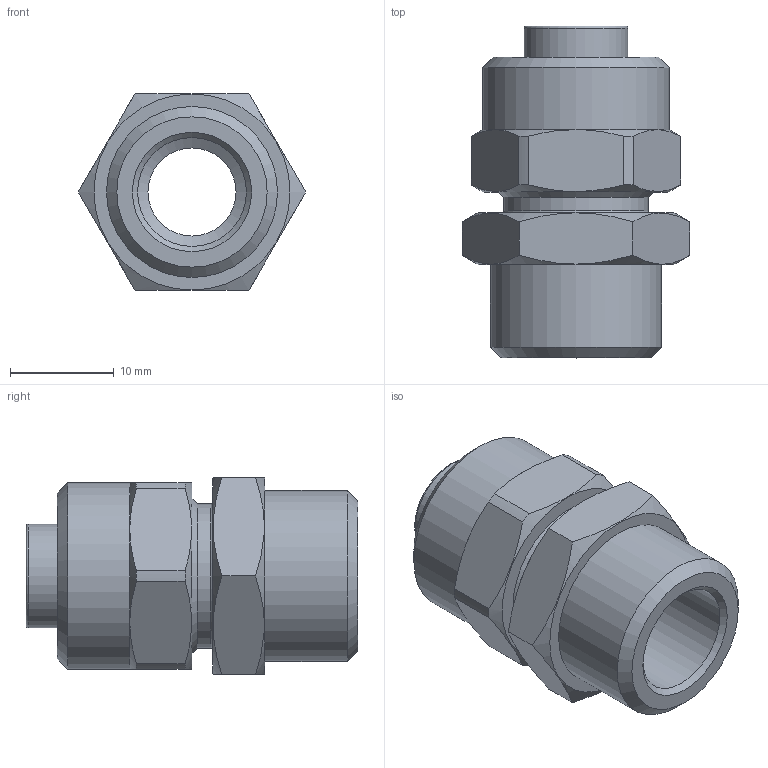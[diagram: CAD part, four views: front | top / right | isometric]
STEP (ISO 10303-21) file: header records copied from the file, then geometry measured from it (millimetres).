
FILE_DESCRIPTION( ( 'STEP AP214' ), '1' );
FILE_NAME( '02020063.stp', '2021-04-16T11:34:55', ( 'License CC BY-ND 4.0' ), ( 'CADENAS' ), ' ', 'PARTsolutions', ' ' );
FILE_SCHEMA( ( 'AUTOMOTIVE_DESIGN { 1 0 10303 214 1 1 1 1 }' ) );
Length unit declared in the file: millimetre
Products named in the file (1): Rivoluzione1
Bounding box: 21.94 x 32 x 19 mm (x, y, z)
Volume: 5179.7 mm3; surface area: 3423.3 mm2
Topology: 1 solids, 1 shells, 52 faces, 120 edges, 75 vertices
Faces by surface type: plane 19, cone 17, cylinder 14, torus 2
Full cylindrical faces by diameter (mm): 8.5 x1, 10 x1, 10.5 x1, 11.1 x1, 12.3 x1, 13.9 x1, 16.5 x1, 18 x1
Entity records: 1625 total; most frequent: CARTESIAN_POINT 549, DIRECTION 212, ORIENTED_EDGE 196, EDGE_CURVE 98, AXIS2_PLACEMENT_3D 97, EDGE_LOOP 80, VERTEX_POINT 74, FACE_OUTER_BOUND 62
